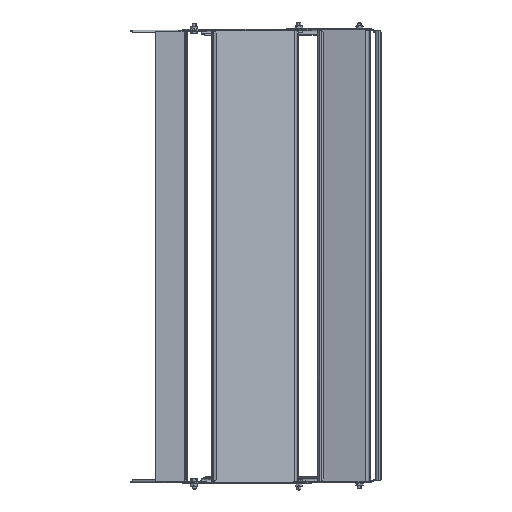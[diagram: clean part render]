
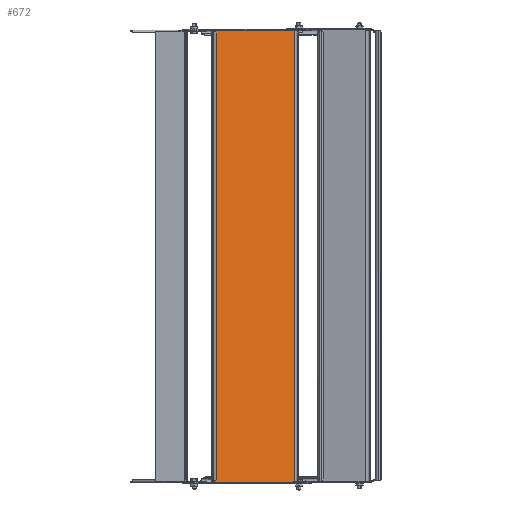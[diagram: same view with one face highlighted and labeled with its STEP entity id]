
A CAD part, front view. The second image highlights one B-rep face of the part: STEP entity #672.
In plain terms, the highlighted planar face has unit normal (0.5, -0.866, 0).
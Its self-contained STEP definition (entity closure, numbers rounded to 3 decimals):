
#672=ADVANCED_FACE('',(#1814),#18206,.T.);
#1814=FACE_OUTER_BOUND('',#3028,.T.);
#3028=EDGE_LOOP('',(#5130,#5131,#5132,#5133,#5134,#5135,#5136,#5137,#5138,
#5139,#5140,#5141));
#5130=ORIENTED_EDGE('',*,*,#10459,.T.);
#5131=ORIENTED_EDGE('',*,*,#10471,.T.);
#5132=ORIENTED_EDGE('',*,*,#10466,.T.);
#5133=ORIENTED_EDGE('',*,*,#10465,.T.);
#5134=ORIENTED_EDGE('',*,*,#10464,.T.);
#5135=ORIENTED_EDGE('',*,*,#10675,.T.);
#5136=ORIENTED_EDGE('',*,*,#10463,.T.);
#5137=ORIENTED_EDGE('',*,*,#10456,.T.);
#5138=ORIENTED_EDGE('',*,*,#10462,.T.);
#5139=ORIENTED_EDGE('',*,*,#10461,.T.);
#5140=ORIENTED_EDGE('',*,*,#10460,.T.);
#5141=ORIENTED_EDGE('',*,*,#10643,.T.);
#10456=EDGE_CURVE('',#16193,#16194,#13062,.T.);
#10459=EDGE_CURVE('',#16196,#16197,#14167,.T.);
#10460=EDGE_CURVE('',#16199,#16198,#14168,.T.);
#10461=EDGE_CURVE('',#16200,#16199,#14169,.T.);
#10462=EDGE_CURVE('',#16194,#16200,#14170,.T.);
#10463=EDGE_CURVE('',#16201,#16193,#14171,.T.);
#10464=EDGE_CURVE('',#16203,#16202,#14172,.T.);
#10465=EDGE_CURVE('',#16204,#16203,#14173,.T.);
#10466=EDGE_CURVE('',#16205,#16204,#14174,.T.);
#10471=EDGE_CURVE('',#16197,#16205,#13064,.T.);
#10643=EDGE_CURVE('',#16198,#16196,#13135,.T.);
#10675=EDGE_CURVE('',#16202,#16201,#13149,.T.);
#13062=(
BOUNDED_CURVE()
B_SPLINE_CURVE(2,(#26035,#26036,#26037),.UNSPECIFIED.,.F.,.F.)
B_SPLINE_CURVE_WITH_KNOTS((3,3),(0.,1.283),.UNSPECIFIED.)
CURVE()
GEOMETRIC_REPRESENTATION_ITEM()
RATIONAL_B_SPLINE_CURVE((1.,0.981,1.))
REPRESENTATION_ITEM('')
);
#13064=(
BOUNDED_CURVE()
B_SPLINE_CURVE(2,(#26097,#26098,#26099),.UNSPECIFIED.,.F.,.F.)
B_SPLINE_CURVE_WITH_KNOTS((3,3),(0.,1.283),.UNSPECIFIED.)
CURVE()
GEOMETRIC_REPRESENTATION_ITEM()
RATIONAL_B_SPLINE_CURVE((1.,0.981,1.))
REPRESENTATION_ITEM('')
);
#13135=(
BOUNDED_CURVE()
B_SPLINE_CURVE(2,(#26696,#26697,#26698),.UNSPECIFIED.,.F.,.F.)
B_SPLINE_CURVE_WITH_KNOTS((3,3),(0.,1.283),.UNSPECIFIED.)
CURVE()
GEOMETRIC_REPRESENTATION_ITEM()
RATIONAL_B_SPLINE_CURVE((1.,0.981,1.))
REPRESENTATION_ITEM('')
);
#13149=(
BOUNDED_CURVE()
B_SPLINE_CURVE(2,(#26774,#26775,#26776),.UNSPECIFIED.,.F.,.F.)
B_SPLINE_CURVE_WITH_KNOTS((3,3),(0.,1.283),.UNSPECIFIED.)
CURVE()
GEOMETRIC_REPRESENTATION_ITEM()
RATIONAL_B_SPLINE_CURVE((1.,0.981,1.))
REPRESENTATION_ITEM('')
);
#14167=B_SPLINE_CURVE_WITH_KNOTS('',1,(#26043,#26044),.UNSPECIFIED.,.F.,
 .F.,(2,2),(-181.,0.),.UNSPECIFIED.);
#14168=B_SPLINE_CURVE_WITH_KNOTS('',1,(#26045,#26046),.UNSPECIFIED.,.F.,
 .F.,(2,2),(0.,1.5),.UNSPECIFIED.);
#14169=B_SPLINE_CURVE_WITH_KNOTS('',1,(#26047,#26048),.UNSPECIFIED.,.F.,
 .F.,(2,2),(-595.,0.),.UNSPECIFIED.);
#14170=B_SPLINE_CURVE_WITH_KNOTS('',1,(#26049,#26050),.UNSPECIFIED.,.F.,
 .F.,(2,2),(0.,1.5),.UNSPECIFIED.);
#14171=B_SPLINE_CURVE_WITH_KNOTS('',1,(#26051,#26052),.UNSPECIFIED.,.F.,
 .F.,(2,2),(-181.,0.),.UNSPECIFIED.);
#14172=B_SPLINE_CURVE_WITH_KNOTS('',1,(#26053,#26054),.UNSPECIFIED.,.F.,
 .F.,(2,2),(0.,1.5),.UNSPECIFIED.);
#14173=B_SPLINE_CURVE_WITH_KNOTS('',1,(#26055,#26056),.UNSPECIFIED.,.F.,
 .F.,(2,2),(-595.,0.),.UNSPECIFIED.);
#14174=B_SPLINE_CURVE_WITH_KNOTS('',1,(#26057,#26058),.UNSPECIFIED.,.F.,
 .F.,(2,2),(0.,1.5),.UNSPECIFIED.);
#16193=VERTEX_POINT('',#25684);
#16194=VERTEX_POINT('',#25685);
#16196=VERTEX_POINT('',#25687);
#16197=VERTEX_POINT('',#25688);
#16198=VERTEX_POINT('',#25689);
#16199=VERTEX_POINT('',#25690);
#16200=VERTEX_POINT('',#25691);
#16201=VERTEX_POINT('',#25692);
#16202=VERTEX_POINT('',#25693);
#16203=VERTEX_POINT('',#25694);
#16204=VERTEX_POINT('',#25695);
#16205=VERTEX_POINT('',#25696);
#18206=PLANE('',#18729);
#18729=AXIS2_PLACEMENT_3D('',#23895,#19217,$);
#19217=DIRECTION('',(0.5,-0.866,0.));
#23895=CARTESIAN_POINT('',(115.14,20.424,447.75));
#25684=CARTESIAN_POINT('',(117.521,21.799,447.75));
#25685=CARTESIAN_POINT('',(116.439,21.174,447.5));
#25687=CARTESIAN_POINT('',(117.521,21.799,-447.75));
#25688=CARTESIAN_POINT('',(274.272,112.299,-447.75));
#25689=CARTESIAN_POINT('',(116.439,21.174,-447.5));
#25690=CARTESIAN_POINT('',(115.14,20.424,-447.5));
#25691=CARTESIAN_POINT('',(115.14,20.424,447.5));
#25692=CARTESIAN_POINT('',(274.272,112.299,447.75));
#25693=CARTESIAN_POINT('',(275.355,112.924,447.5));
#25694=CARTESIAN_POINT('',(276.654,113.674,447.5));
#25695=CARTESIAN_POINT('',(276.654,113.674,-447.5));
#25696=CARTESIAN_POINT('',(275.355,112.924,-447.5));
#26035=CARTESIAN_POINT('',(117.521,21.799,447.75));
#26036=CARTESIAN_POINT('',(117.002,21.499,447.5));
#26037=CARTESIAN_POINT('',(116.439,21.174,447.5));
#26043=CARTESIAN_POINT('',(117.521,21.799,-447.75));
#26044=CARTESIAN_POINT('',(274.272,112.299,-447.75));
#26045=CARTESIAN_POINT('',(115.14,20.424,-447.5));
#26046=CARTESIAN_POINT('',(116.439,21.174,-447.5));
#26047=CARTESIAN_POINT('',(115.14,20.424,447.5));
#26048=CARTESIAN_POINT('',(115.14,20.424,-447.5));
#26049=CARTESIAN_POINT('',(116.439,21.174,447.5));
#26050=CARTESIAN_POINT('',(115.14,20.424,447.5));
#26051=CARTESIAN_POINT('',(274.272,112.299,447.75));
#26052=CARTESIAN_POINT('',(117.521,21.799,447.75));
#26053=CARTESIAN_POINT('',(276.654,113.674,447.5));
#26054=CARTESIAN_POINT('',(275.355,112.924,447.5));
#26055=CARTESIAN_POINT('',(276.654,113.674,-447.5));
#26056=CARTESIAN_POINT('',(276.654,113.674,447.5));
#26057=CARTESIAN_POINT('',(275.355,112.924,-447.5));
#26058=CARTESIAN_POINT('',(276.654,113.674,-447.5));
#26097=CARTESIAN_POINT('',(274.272,112.299,-447.75));
#26098=CARTESIAN_POINT('',(274.792,112.599,-447.5));
#26099=CARTESIAN_POINT('',(275.355,112.924,-447.5));
#26696=CARTESIAN_POINT('',(116.439,21.174,-447.5));
#26697=CARTESIAN_POINT('',(117.002,21.499,-447.5));
#26698=CARTESIAN_POINT('',(117.521,21.799,-447.75));
#26774=CARTESIAN_POINT('',(275.355,112.924,447.5));
#26775=CARTESIAN_POINT('',(274.792,112.599,447.5));
#26776=CARTESIAN_POINT('',(274.272,112.299,447.75));
